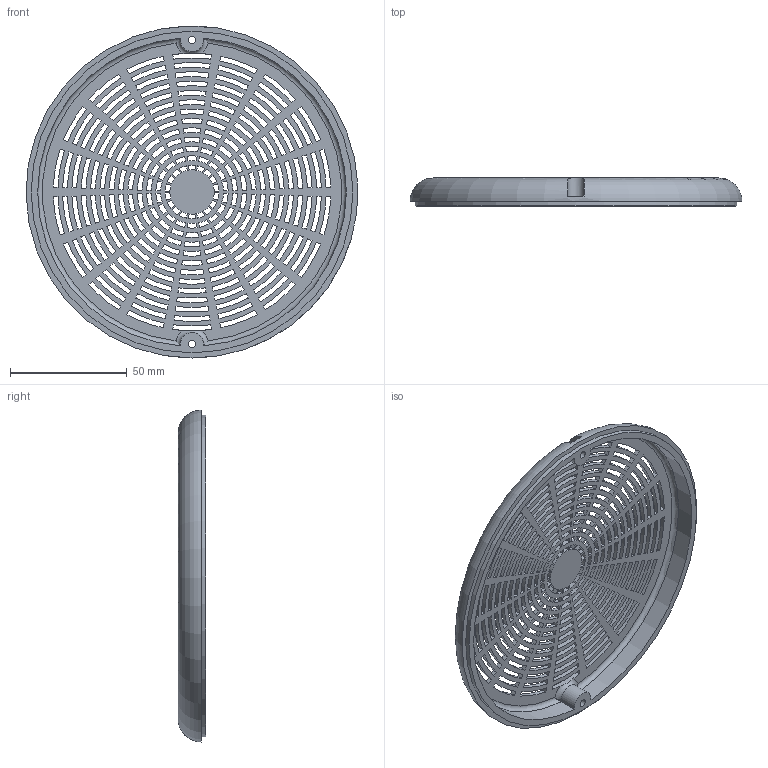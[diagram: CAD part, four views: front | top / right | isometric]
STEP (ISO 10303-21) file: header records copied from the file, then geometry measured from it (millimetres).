
FILE_DESCRIPTION(/* description */ (''),/* implementation_level */ '2;1');
FILE_NAME(/* name */ 'fan protection cover.step',/* time_stamp */ '2019-10-02T02:59:28+09:00',/* author */ (''),/* organization */ (''),/* preprocessor_version */ 'ST-DEVELOPER v18',/* originating_system */ 'Autodesk Translation Framework v8.6.0.1094',/* authorisation */ '');
FILE_SCHEMA (('AUTOMOTIVE_DESIGN { 1 0 10303 214 3 1 1 }'));
Length unit declared in the file: millimetre
Products named in the file (1): fan cover
Bounding box: 142.32 x 12 x 142.34 mm (x, y, z)
Volume: 33756.9 mm3; surface area: 41288.6 mm2
Topology: 1 solids, 1 shells, 972 faces, 2903 edges, 1934 vertices
Faces by surface type: cylinder 485, plane 482, torus 5
Full cylindrical faces by diameter (mm): 3.1 x2, 137.957 x1
Entity records: 34093 total; most frequent: CARTESIAN_POINT 6007, DIRECTION 5807, ORIENTED_EDGE 5806, EDGE_CURVE 2903, AXIS2_PLACEMENT_3D 1952, VERTEX_POINT 1934, LINE 1903, VECTOR 1903
